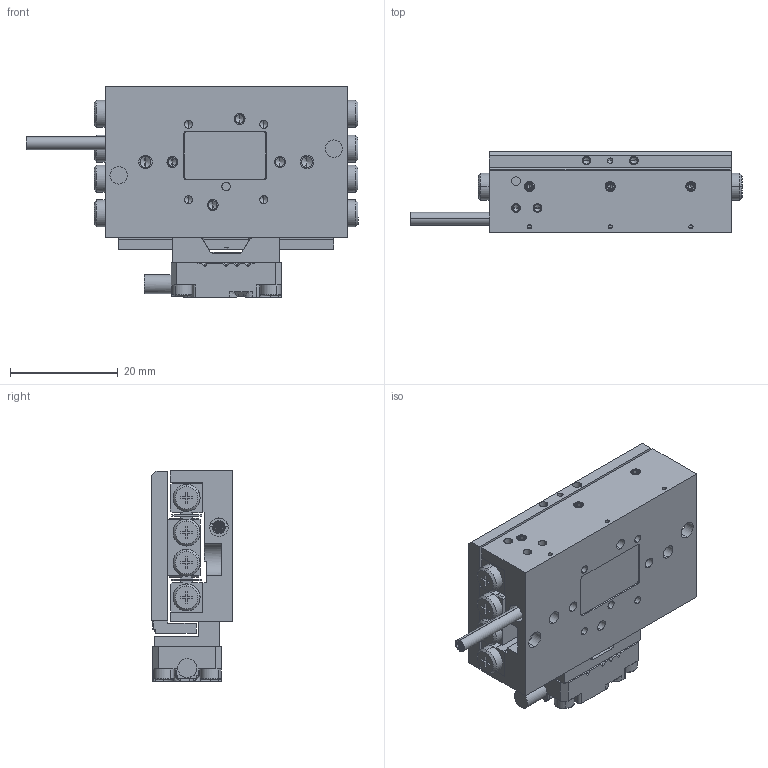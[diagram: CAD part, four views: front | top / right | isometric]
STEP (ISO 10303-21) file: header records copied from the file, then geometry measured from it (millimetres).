
FILE_DESCRIPTION (( 'STEP AP214' ), '1' );
FILE_NAME ('PPS-28-112X9.STEP', '2024-05-08T16:40:51', ( '' ), ( '' ), 'SwSTEP 2.0', 'SolidWorks 2023', '' );
FILE_SCHEMA (( 'AUTOMOTIVE_DESIGN' ));
Length unit declared in the file: millimetre
Products named in the file (20): PPS-28, Base, Master Part_L45, No Ears .STEP; PPS-28-112X9; Set Screw, Cup-H, E-ASME_E1-72 x 1''''16.STEP; NB Slide Way SVW 2000 Center Way_SVW 2045.STEP; PPS-28, Carriage, Master Part_45.STEP; SSCZS-M2.5-8.STEP; NB Slide Way SVW 2000 Cage_SVW 2045-8Z.STEP; TFC-421 Silver Braided Cable_L30.STEP; Screw, SHCS-S, M-DIN._M1.6 x 0.35 x 06mm.STEP; 110212 Encoder Head, Renishaw Atom, Atmospheric_Demo.STEP; 431420 PPS-20, Encoder Bracket, Renishaw Atom, RKLF, Tape Scale.STEP; SCREW, SHCS-S, M-DIN_M2 x 0.4 x 06mm.STEP; SCREW, MS-PPH, M-JCIS_M1.6 x 0.35 x 4mm.STEP; 430438 PPS 28, Back Cover, NJ8x13.STEP; SCREW, MS-PPH, M-JCIS_M2.5 x 0.45 x 6mm.STEP; 130161 Bearing, NB, Slide Way, SVW 2000_SVW 2045-8Z (Movable to Limits).STEP; PPS-20, Scale Bracket, Renishaw Atom, RCLC, RKLF, Master Part_40mm.STEP; Dowel Pin, M-DIN_M01 x 004.STEP; SCREW, SHCS-F, M-DIN_M3 x 0.5 x 06mm.STEP; NB Slide Way SVW 2000 Rail_SVW 2045.STEP
Assembly tree (37 placements, depth 3):
  PPS-28-112X9
    130161 Bearing, NB, Slide Way, SVW 2000_SVW 2045-8Z (Movable to Limits).STEP
      NB Slide Way SVW 2000 Rail_SVW 2045.STEP  x2
      NB Slide Way SVW 2000 Center Way_SVW 2045.STEP
      NB Slide Way SVW 2000 Cage_SVW 2045-8Z.STEP  x2
    PPS-28, Base, Master Part_L45, No Ears .STEP
    430438 PPS 28, Back Cover, NJ8x13.STEP
    TFC-421 Silver Braided Cable_L30.STEP
    PPS-28, Carriage, Master Part_45.STEP
    SCREW, SHCS-F, M-DIN_M3 x 0.5 x 06mm.STEP  x3
    SCREW, MS-PPH, M-JCIS_M2.5 x 0.45 x 6mm.STEP  x6
    Set Screw, Cup-H, E-ASME_E1-72 x 1''''16.STEP  x3
    110212 Encoder Head, Renishaw Atom, Atmospheric_Demo.STEP
    431420 PPS-20, Encoder Bracket, Renishaw Atom, RKLF, Tape Scale.STEP
    PPS-20, Scale Bracket, Renishaw Atom, RCLC, RKLF, Master Part_40mm.STEP
    Dowel Pin, M-DIN_M01 x 004.STEP  x2
    Screw, SHCS-S, M-DIN._M1.6 x 0.35 x 06mm.STEP  x2
    SCREW, MS-PPH, M-JCIS_M1.6 x 0.35 x 4mm.STEP  x2
    SCREW, SHCS-S, M-DIN_M2 x 0.4 x 06mm.STEP  x3
    SSCZS-M2.5-8.STEP  x3
Bounding box: 61.7 x 15 x 39.15 mm (x, y, z)
Volume: 18598.7 mm3; surface area: 20475 mm2
Topology: 49 solids, 49 shells, 1752 faces, 4380 edges, 2738 vertices
Faces by surface type: plane 815, cylinder 543, cone 232, torus 94, bspline 62, sphere 6
Entity records: 60857 total; most frequent: CARTESIAN_POINT 31678, ORIENTED_EDGE 5958, DIRECTION 5800, EDGE_CURVE 2979, AXIS2_PLACEMENT_3D 2031, VERTEX_POINT 1921, LINE 1738, VECTOR 1738
